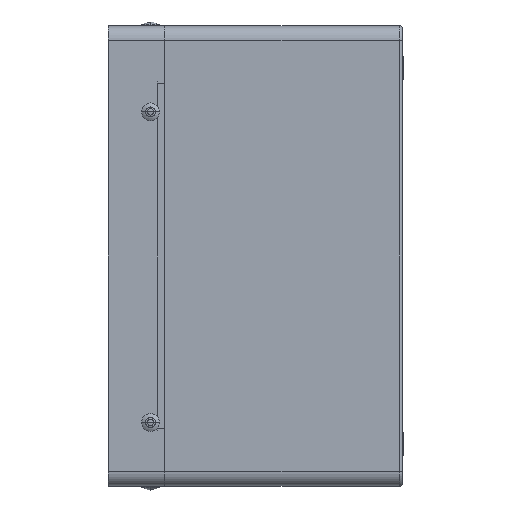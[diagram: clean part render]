
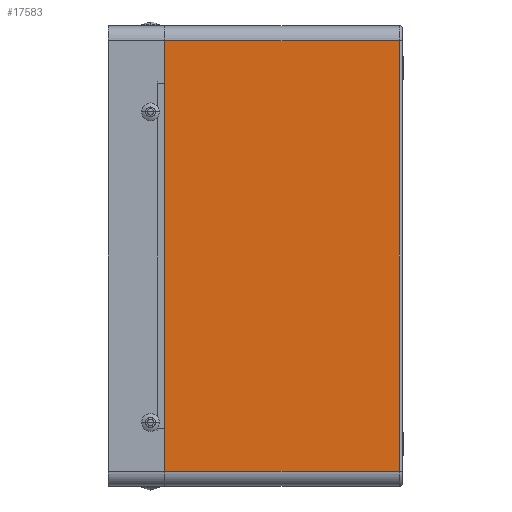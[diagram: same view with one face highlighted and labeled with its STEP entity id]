
A CAD part, left-side view. The second image highlights one B-rep face of the part: STEP entity #17583.
In plain terms, the highlighted planar face has unit normal (-1, 0, 0).
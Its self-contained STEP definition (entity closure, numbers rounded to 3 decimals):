
#450 = EDGE_CURVE ( 'NONE', #27255, #52287, #23659, .T. ) ;
#1555 = DIRECTION ( 'NONE',  ( 0., 0., 1. ) ) ;
#2867 = EDGE_CURVE ( 'NONE', #55492, #52287, #61437, .T. ) ;
#2973 = VECTOR ( 'NONE', #18346, 1000. ) ;
#4483 = DIRECTION ( 'NONE',  ( 0., 0., -1. ) ) ;
#4898 = ORIENTED_EDGE ( 'NONE', *, *, #2867, .T. ) ;
#9355 = PLANE ( 'NONE',  #24872 ) ;
#10242 = VECTOR ( 'NONE', #63394, 1000. ) ;
#12388 = LINE ( 'NONE', #42015, #63003 ) ;
#13070 = EDGE_CURVE ( 'NONE', #27255, #34227, #16401, .T. ) ;
#13294 = CARTESIAN_POINT ( 'NONE',  ( -300., 3., -145. ) ) ;
#14195 = ORIENTED_EDGE ( 'NONE', *, *, #29725, .T. ) ;
#15543 = FACE_OUTER_BOUND ( 'NONE', #61972, .T. ) ;
#16401 = LINE ( 'NONE', #13294, #2973 ) ;
#17583 = ADVANCED_FACE ( 'NONE', ( #15543 ), #9355, .F. ) ;
#18346 = DIRECTION ( 'NONE',  ( 0., -1., 0. ) ) ;
#18788 = CARTESIAN_POINT ( 'NONE',  ( -300., -158., -145. ) ) ;
#19723 = CARTESIAN_POINT ( 'NONE',  ( -300., 0., -145. ) ) ;
#21096 = CARTESIAN_POINT ( 'NONE',  ( -300., 3., 145. ) ) ;
#23248 = CARTESIAN_POINT ( 'NONE',  ( -300., 0., 145. ) ) ;
#23659 = LINE ( 'NONE', #27987, #10242 ) ;
#24872 = AXIS2_PLACEMENT_3D ( 'NONE', #65097, #34728, #4483 ) ;
#27255 = VERTEX_POINT ( 'NONE', #19723 ) ;
#27987 = CARTESIAN_POINT ( 'NONE',  ( -300., 0., -155. ) ) ;
#29725 = EDGE_CURVE ( 'NONE', #34227, #55492, #12388, .T. ) ;
#34227 = VERTEX_POINT ( 'NONE', #18788 ) ;
#34728 = DIRECTION ( 'NONE',  ( 1., 0., 0. ) ) ;
#36377 = DIRECTION ( 'NONE',  ( 0., 1., 0. ) ) ;
#36814 = ORIENTED_EDGE ( 'NONE', *, *, #450, .F. ) ;
#38659 = ORIENTED_EDGE ( 'NONE', *, *, #13070, .T. ) ;
#42015 = CARTESIAN_POINT ( 'NONE',  ( -300., -158., -155. ) ) ;
#47706 = CARTESIAN_POINT ( 'NONE',  ( -300., -158., 145. ) ) ;
#48021 = VECTOR ( 'NONE', #36377, 1000. ) ;
#52287 = VERTEX_POINT ( 'NONE', #23248 ) ;
#55492 = VERTEX_POINT ( 'NONE', #47706 ) ;
#61437 = LINE ( 'NONE', #21096, #48021 ) ;
#61972 = EDGE_LOOP ( 'NONE', ( #38659, #14195, #4898, #36814 ) ) ;
#63003 = VECTOR ( 'NONE', #1555, 1000. ) ;
#63394 = DIRECTION ( 'NONE',  ( 0., 0., 1. ) ) ;
#65097 = CARTESIAN_POINT ( 'NONE',  ( -300., 3., -155. ) ) ;
